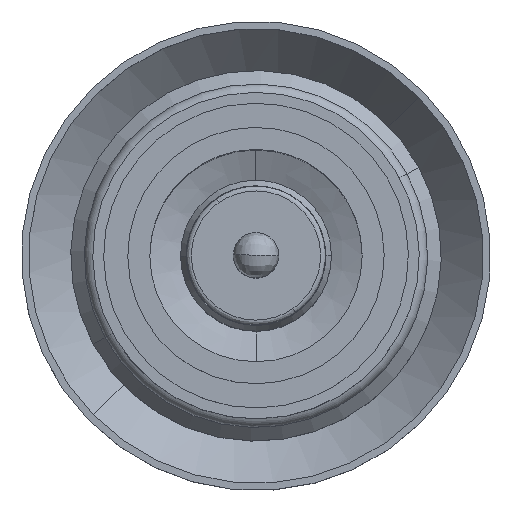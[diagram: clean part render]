
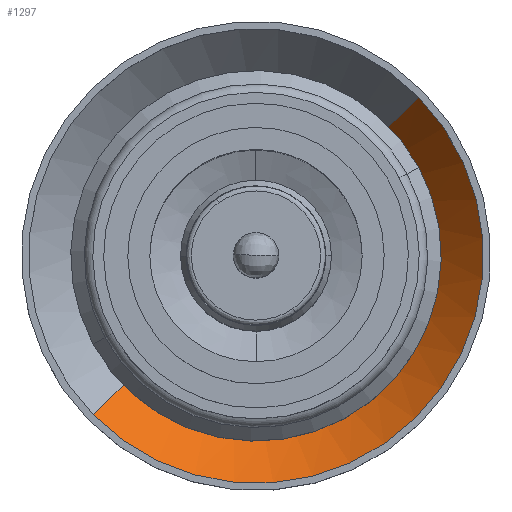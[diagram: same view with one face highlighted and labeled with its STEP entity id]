
A CAD part, top view. The second image highlights one B-rep face of the part: STEP entity #1297.
In plain terms, the highlighted conical face has half-angle 42.879 degrees and reference radius 11.938 mm.
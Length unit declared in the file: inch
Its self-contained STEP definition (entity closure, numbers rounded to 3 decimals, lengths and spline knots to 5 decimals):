
#1 = VERTEX_POINT ( 'NONE', #2198 ) ;
#3 = VERTEX_POINT ( 'NONE', #2196 ) ;
#9 = VERTEX_POINT ( 'NONE', #152 ) ;
#15 = VERTEX_POINT ( 'NONE', #2188 ) ;
#67 = VERTEX_POINT ( 'NONE', #2135 ) ;
#152 = CARTESIAN_POINT ( 'NONE',  ( -0.33626, -0.32837, 0.61724 ) ) ;
#180 = EDGE_LOOP ( 'NONE', ( #3945, #3949, #3950, #3951, #3953 ) ) ;
#359 = LINE ( 'NONE', #366, #1169 ) ;
#366 = CARTESIAN_POINT ( 'NONE',  ( -0.33626, -0.32837, 0.61724 ) ) ;
#368 = DIRECTION ( 'NONE',  ( -0.487, -0.475, 0.733 ) ) ;
#446 = CARTESIAN_POINT ( 'NONE',  ( 0., 0., 0.51493 ) ) ;
#447 = DIRECTION ( 'NONE',  ( 0., 0., -1. ) ) ;
#448 = DIRECTION ( 'NONE',  ( 1., 0., 0. ) ) ;
#505 = LINE ( 'NONE', #523, #2514 ) ;
#523 = CARTESIAN_POINT ( 'NONE',  ( 0.33626, 0.32837, 0.61724 ) ) ;
#532 = CARTESIAN_POINT ( 'NONE',  ( 0., 0., 0.61724 ) ) ;
#533 = DIRECTION ( 'NONE',  ( 0., 0., 1. ) ) ;
#534 = DIRECTION ( 'NONE',  ( 0.715, 0.699, 0. ) ) ;
#535 = DIRECTION ( 'NONE',  ( 0.487, 0.475, 0.733 ) ) ;
#1169 = VECTOR ( 'NONE', #368, 39.37008 ) ;
#1297 = ADVANCED_FACE ( 'NONE', ( #1936 ), #4274, .F. ) ;
#1932 = CARTESIAN_POINT ( 'NONE',  ( 0., 0., 0.61724 ) ) ;
#1935 = DIRECTION ( 'NONE',  ( 0., 0., 1. ) ) ;
#1936 = FACE_OUTER_BOUND ( 'NONE', #180, .T. ) ;
#1939 = DIRECTION ( 'NONE',  ( 0.715, 0.699, 0. ) ) ;
#2135 = CARTESIAN_POINT ( 'NONE',  ( 0.375, 0., 0.51493 ) ) ;
#2188 = CARTESIAN_POINT ( 'NONE',  ( 0.33626, 0.32837, 0.61724 ) ) ;
#2196 = CARTESIAN_POINT ( 'NONE',  ( 0.26829, 0.262, 0.51493 ) ) ;
#2198 = CARTESIAN_POINT ( 'NONE',  ( -0.26829, -0.262, 0.51493 ) ) ;
#2389 = AXIS2_PLACEMENT_3D ( 'NONE', #3693, #3695, #3697 ) ;
#2392 = CIRCLE ( 'NONE', #2389, 0.375 ) ;
#2513 = AXIS2_PLACEMENT_3D ( 'NONE', #532, #533, #534 ) ;
#2514 = VECTOR ( 'NONE', #535, 39.37008 ) ;
#2515 = CIRCLE ( 'NONE', #2513, 0.47 ) ;
#2544 = AXIS2_PLACEMENT_3D ( 'NONE', #446, #447, #448 ) ;
#2549 = CIRCLE ( 'NONE', #2544, 0.375 ) ;
#3693 = CARTESIAN_POINT ( 'NONE',  ( 0., 0., 0.51493 ) ) ;
#3695 = DIRECTION ( 'NONE',  ( 0., 0., -1. ) ) ;
#3697 = DIRECTION ( 'NONE',  ( 1., 0., 0. ) ) ;
#3945 = ORIENTED_EDGE ( 'NONE', *, *, #4692, .T. ) ;
#3949 = ORIENTED_EDGE ( 'NONE', *, *, #4594, .T. ) ;
#3950 = ORIENTED_EDGE ( 'NONE', *, *, #4568, .T. ) ;
#3951 = ORIENTED_EDGE ( 'NONE', *, *, #4617, .T. ) ;
#3953 = ORIENTED_EDGE ( 'NONE', *, *, #4618, .F. ) ;
#4274 = CONICAL_SURFACE ( 'NONE', #4411, 0.47, 0.748 ) ;
#4411 = AXIS2_PLACEMENT_3D ( 'NONE', #1932, #1935, #1939 ) ;
#4568 = EDGE_CURVE ( 'NONE', #1, #9, #359, .T. ) ;
#4594 = EDGE_CURVE ( 'NONE', #67, #1, #2549, .T. ) ;
#4617 = EDGE_CURVE ( 'NONE', #9, #15, #2515, .T. ) ;
#4618 = EDGE_CURVE ( 'NONE', #3, #15, #505, .T. ) ;
#4692 = EDGE_CURVE ( 'NONE', #3, #67, #2392, .T. ) ;
